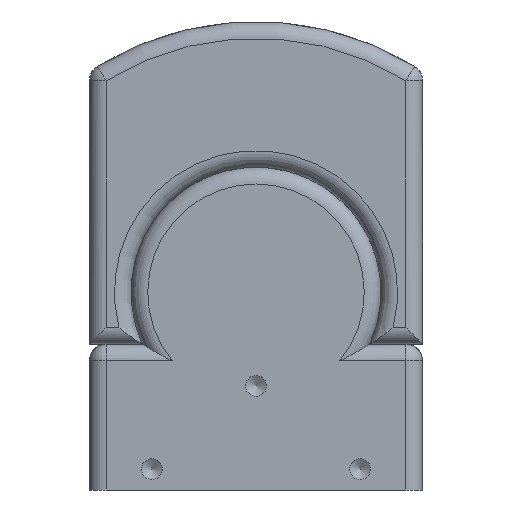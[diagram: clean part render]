
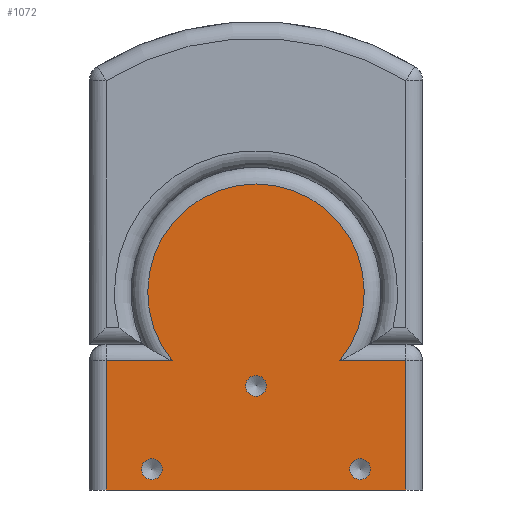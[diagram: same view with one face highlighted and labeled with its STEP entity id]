
A CAD part, front view. The second image highlights one B-rep face of the part: STEP entity #1072.
In plain terms, the highlighted planar face has unit normal (0, -1, 0).
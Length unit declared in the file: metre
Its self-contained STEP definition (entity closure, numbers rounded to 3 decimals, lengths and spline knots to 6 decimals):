
#135=CIRCLE('',#1227,0.01651);
#136=CIRCLE('',#1228,0.001588);
#137=CIRCLE('',#1229,0.001588);
#138=CIRCLE('',#1230,0.001588);
#356=ORIENTED_EDGE('',*,*,#541,.F.);
#357=ORIENTED_EDGE('',*,*,#553,.T.);
#358=ORIENTED_EDGE('',*,*,#554,.T.);
#359=ORIENTED_EDGE('',*,*,#555,.T.);
#360=ORIENTED_EDGE('',*,*,#556,.T.);
#361=ORIENTED_EDGE('',*,*,#557,.T.);
#362=ORIENTED_EDGE('',*,*,#558,.T.);
#363=ORIENTED_EDGE('',*,*,#559,.T.);
#364=ORIENTED_EDGE('',*,*,#560,.T.);
#541=EDGE_CURVE('',#649,#650,#738,.T.);
#553=EDGE_CURVE('',#649,#656,#745,.T.);
#554=EDGE_CURVE('',#656,#657,#746,.T.);
#555=EDGE_CURVE('',#657,#658,#135,.T.);
#556=EDGE_CURVE('',#658,#659,#747,.T.);
#557=EDGE_CURVE('',#659,#650,#748,.F.);
#558=EDGE_CURVE('',#660,#660,#136,.T.);
#559=EDGE_CURVE('',#661,#661,#137,.T.);
#560=EDGE_CURVE('',#662,#662,#138,.T.);
#649=VERTEX_POINT('',#1925);
#650=VERTEX_POINT('',#1927);
#656=VERTEX_POINT('',#1948);
#657=VERTEX_POINT('',#1950);
#658=VERTEX_POINT('',#1952);
#659=VERTEX_POINT('',#1954);
#660=VERTEX_POINT('',#1957);
#661=VERTEX_POINT('',#1959);
#662=VERTEX_POINT('',#1961);
#738=LINE('',#1926,#804);
#745=LINE('',#1947,#811);
#746=LINE('',#1949,#812);
#747=LINE('',#1953,#813);
#748=LINE('',#1955,#814);
#804=VECTOR('',#1493,1.);
#811=VECTOR('',#1516,1.);
#812=VECTOR('',#1517,1.);
#813=VECTOR('',#1520,1.);
#814=VECTOR('',#1521,1.);
#862=EDGE_LOOP('',(#356,#357,#358,#359,#360,#361));
#863=EDGE_LOOP('',(#362));
#864=EDGE_LOOP('',(#363));
#865=EDGE_LOOP('',(#364));
#956=FACE_BOUND('',#862,.T.);
#957=FACE_BOUND('',#863,.T.);
#958=FACE_BOUND('',#864,.T.);
#959=FACE_BOUND('',#865,.T.);
#1029=PLANE('',#1226);
#1072=ADVANCED_FACE('',(#956,#957,#958,#959),#1029,.T.);
#1226=AXIS2_PLACEMENT_3D('',#1946,#1514,#1515);
#1227=AXIS2_PLACEMENT_3D('',#1951,#1518,#1519);
#1228=AXIS2_PLACEMENT_3D('',#1956,#1522,#1523);
#1229=AXIS2_PLACEMENT_3D('',#1958,#1524,#1525);
#1230=AXIS2_PLACEMENT_3D('',#1960,#1526,#1527);
#1493=DIRECTION('',(-1.,0.,0.));
#1514=DIRECTION('',(0.,-1.,0.));
#1515=DIRECTION('',(1.,0.,0.));
#1516=DIRECTION('',(0.,0.,1.));
#1517=DIRECTION('',(-1.,0.,0.));
#1518=DIRECTION('',(0.,-1.,0.));
#1519=DIRECTION('',(0.,0.,-1.));
#1520=DIRECTION('',(-1.,0.,0.));
#1521=DIRECTION('',(0.,0.,1.));
#1522=DIRECTION('',(0.,1.,0.));
#1523=DIRECTION('',(0.,0.,1.));
#1524=DIRECTION('',(0.,1.,0.));
#1525=DIRECTION('',(0.,0.,1.));
#1526=DIRECTION('',(0.,1.,0.));
#1527=DIRECTION('',(0.,0.,1.));
#1925=CARTESIAN_POINT('',(0.02286,0.,-0.030163));
#1926=CARTESIAN_POINT('',(0.,0.,-0.030163));
#1927=CARTESIAN_POINT('',(-0.02286,0.,-0.030163));
#1946=CARTESIAN_POINT('',(0.,0.,-0.005556));
#1947=CARTESIAN_POINT('',(0.02286,0.,-0.005556));
#1948=CARTESIAN_POINT('',(0.02286,0.,-0.010478));
#1949=CARTESIAN_POINT('',(0.,0.,-0.010478));
#1950=CARTESIAN_POINT('',(0.012759,0.,-0.010478));
#1951=CARTESIAN_POINT('',(0.,0.,0.));
#1952=CARTESIAN_POINT('',(-0.012759,0.,-0.010478));
#1953=CARTESIAN_POINT('',(0.,0.,-0.010478));
#1954=CARTESIAN_POINT('',(-0.02286,0.,-0.010478));
#1955=CARTESIAN_POINT('',(-0.02286,0.,-0.030163));
#1956=CARTESIAN_POINT('',(0.,0.,-0.014288));
#1957=CARTESIAN_POINT('',(0.,0.,-0.0127));
#1958=CARTESIAN_POINT('',(-0.015875,0.,-0.026988));
#1959=CARTESIAN_POINT('',(-0.015875,0.,-0.0254));
#1960=CARTESIAN_POINT('',(0.015875,0.,-0.026988));
#1961=CARTESIAN_POINT('',(0.015875,0.,-0.0254));
